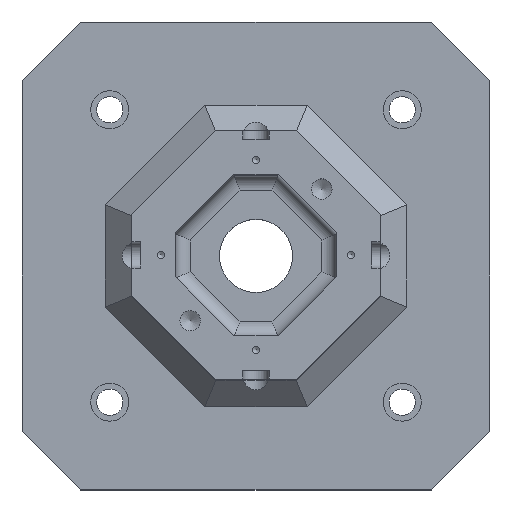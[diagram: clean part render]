
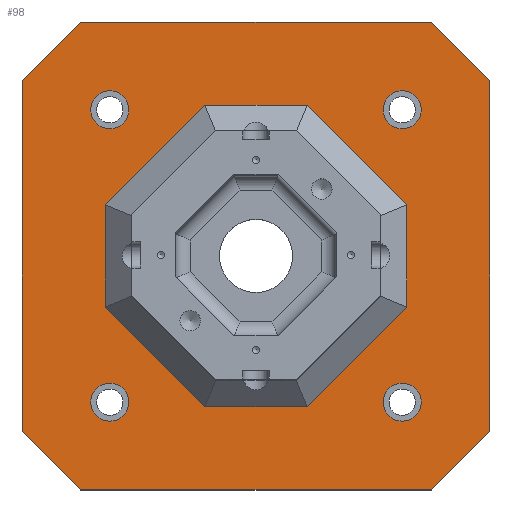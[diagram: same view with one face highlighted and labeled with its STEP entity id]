
A CAD part, top view. The second image highlights one B-rep face of the part: STEP entity #98.
In plain terms, the highlighted planar face has unit normal (0, 0, 1).
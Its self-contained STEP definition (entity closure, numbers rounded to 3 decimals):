
#98 = ADVANCED_FACE( '', ( #350, #351, #352, #353, #354, #355 ), #356, .T. );
#350 = FACE_BOUND( '', #956, .T. );
#351 = FACE_BOUND( '', #957, .T. );
#352 = FACE_BOUND( '', #958, .T. );
#353 = FACE_BOUND( '', #959, .T. );
#354 = FACE_BOUND( '', #960, .T. );
#355 = FACE_OUTER_BOUND( '', #961, .T. );
#356 = PLANE( '', #962 );
#956 = EDGE_LOOP( '', ( #1708 ) );
#957 = EDGE_LOOP( '', ( #1709 ) );
#958 = EDGE_LOOP( '', ( #1710 ) );
#959 = EDGE_LOOP( '', ( #1711 ) );
#960 = EDGE_LOOP( '', ( #1712, #1713, #1714, #1715, #1716, #1717, #1718, #1719 ) );
#961 = EDGE_LOOP( '', ( #1720, #1721, #1722, #1723, #1724, #1725, #1726, #1727 ) );
#962 = AXIS2_PLACEMENT_3D( '', #1728, #1729, #1730 );
#1708 = ORIENTED_EDGE( '', *, *, #3017, .T. );
#1709 = ORIENTED_EDGE( '', *, *, #3018, .T. );
#1710 = ORIENTED_EDGE( '', *, *, #3019, .T. );
#1711 = ORIENTED_EDGE( '', *, *, #3020, .T. );
#1712 = ORIENTED_EDGE( '', *, *, #3021, .T. );
#1713 = ORIENTED_EDGE( '', *, *, #3022, .T. );
#1714 = ORIENTED_EDGE( '', *, *, #3023, .T. );
#1715 = ORIENTED_EDGE( '', *, *, #3024, .T. );
#1716 = ORIENTED_EDGE( '', *, *, #3025, .T. );
#1717 = ORIENTED_EDGE( '', *, *, #3026, .T. );
#1718 = ORIENTED_EDGE( '', *, *, #3011, .T. );
#1719 = ORIENTED_EDGE( '', *, *, #3016, .T. );
#1720 = ORIENTED_EDGE( '', *, *, #3027, .T. );
#1721 = ORIENTED_EDGE( '', *, *, #3028, .T. );
#1722 = ORIENTED_EDGE( '', *, *, #3029, .T. );
#1723 = ORIENTED_EDGE( '', *, *, #2921, .T. );
#1724 = ORIENTED_EDGE( '', *, *, #3030, .T. );
#1725 = ORIENTED_EDGE( '', *, *, #3031, .T. );
#1726 = ORIENTED_EDGE( '', *, *, #3032, .T. );
#1727 = ORIENTED_EDGE( '', *, *, #3033, .T. );
#1728 = CARTESIAN_POINT( '', ( -160., -160., 40. ) );
#1729 = DIRECTION( '', ( 0., 0., 1. ) );
#1730 = DIRECTION( '', ( 1., 0., 0. ) );
#2921 = EDGE_CURVE( '', #3326, #3327, #3328, .F. );
#3011 = EDGE_CURVE( '', #3484, #3486, #3488, .T. );
#3016 = EDGE_CURVE( '', #3486, #3495, #3497, .T. );
#3017 = EDGE_CURVE( '', #3498, #3498, #3499, .T. );
#3018 = EDGE_CURVE( '', #3500, #3500, #3501, .T. );
#3019 = EDGE_CURVE( '', #3502, #3502, #3503, .T. );
#3020 = EDGE_CURVE( '', #3504, #3504, #3505, .T. );
#3021 = EDGE_CURVE( '', #3495, #3506, #3507, .T. );
#3022 = EDGE_CURVE( '', #3506, #3508, #3509, .T. );
#3023 = EDGE_CURVE( '', #3508, #3510, #3511, .T. );
#3024 = EDGE_CURVE( '', #3510, #3512, #3513, .T. );
#3025 = EDGE_CURVE( '', #3512, #3514, #3515, .T. );
#3026 = EDGE_CURVE( '', #3514, #3484, #3516, .T. );
#3027 = EDGE_CURVE( '', #3517, #3518, #3519, .T. );
#3028 = EDGE_CURVE( '', #3518, #3520, #3521, .F. );
#3029 = EDGE_CURVE( '', #3520, #3326, #3522, .T. );
#3030 = EDGE_CURVE( '', #3327, #3523, #3524, .T. );
#3031 = EDGE_CURVE( '', #3523, #3525, #3526, .F. );
#3032 = EDGE_CURVE( '', #3525, #3527, #3528, .T. );
#3033 = EDGE_CURVE( '', #3527, #3517, #3529, .F. );
#3326 = VERTEX_POINT( '', #4005 );
#3327 = VERTEX_POINT( '', #4006 );
#3328 = LINE( '', #4007, #4008 );
#3484 = VERTEX_POINT( '', #4222 );
#3486 = VERTEX_POINT( '', #4225 );
#3488 = LINE( '', #4228, #4229 );
#3495 = VERTEX_POINT( '', #4238 );
#3497 = LINE( '', #4241, #4242 );
#3498 = VERTEX_POINT( '', #4243 );
#3499 = CIRCLE( '', #4244, 13. );
#3500 = VERTEX_POINT( '', #4245 );
#3501 = CIRCLE( '', #4246, 13. );
#3502 = VERTEX_POINT( '', #4247 );
#3503 = CIRCLE( '', #4248, 13. );
#3504 = VERTEX_POINT( '', #4249 );
#3505 = CIRCLE( '', #4250, 13. );
#3506 = VERTEX_POINT( '', #4251 );
#3507 = LINE( '', #4252, #4253 );
#3508 = VERTEX_POINT( '', #4254 );
#3509 = LINE( '', #4255, #4256 );
#3510 = VERTEX_POINT( '', #4257 );
#3511 = LINE( '', #4258, #4259 );
#3512 = VERTEX_POINT( '', #4260 );
#3513 = LINE( '', #4261, #4262 );
#3514 = VERTEX_POINT( '', #4263 );
#3515 = LINE( '', #4264, #4265 );
#3516 = LINE( '', #4266, #4267 );
#3517 = VERTEX_POINT( '', #4268 );
#3518 = VERTEX_POINT( '', #4269 );
#3519 = LINE( '', #4270, #4271 );
#3520 = VERTEX_POINT( '', #4272 );
#3521 = LINE( '', #4273, #4274 );
#3522 = LINE( '', #4275, #4276 );
#3523 = VERTEX_POINT( '', #4277 );
#3524 = LINE( '', #4278, #4279 );
#3525 = VERTEX_POINT( '', #4280 );
#3526 = LINE( '', #4281, #4282 );
#3527 = VERTEX_POINT( '', #4283 );
#3528 = LINE( '', #4284, #4285 );
#3529 = LINE( '', #4286, #4287 );
#4005 = CARTESIAN_POINT( '', ( -120., 160., 40. ) );
#4006 = CARTESIAN_POINT( '', ( -160., 120., 40. ) );
#4007 = CARTESIAN_POINT( '', ( -300., -20., 40. ) );
#4008 = VECTOR( '', #4864, 1000. );
#4222 = CARTESIAN_POINT( '', ( 103., -34.956, 40. ) );
#4225 = CARTESIAN_POINT( '', ( 34.956, -103., 40. ) );
#4228 = CARTESIAN_POINT( '', ( 40.228, -97.728, 40. ) );
#4229 = VECTOR( '', #5009, 1000. );
#4238 = CARTESIAN_POINT( '', ( -34.956, -103., 40. ) );
#4241 = CARTESIAN_POINT( '', ( -27.5, -103., 40. ) );
#4242 = VECTOR( '', #5016, 1000. );
#4243 = CARTESIAN_POINT( '', ( -100., 87., 40. ) );
#4244 = AXIS2_PLACEMENT_3D( '', #5017, #5018, #5019 );
#4245 = CARTESIAN_POINT( '', ( -100., -113., 40. ) );
#4246 = AXIS2_PLACEMENT_3D( '', #5020, #5021, #5022 );
#4247 = CARTESIAN_POINT( '', ( 100., -113., 40. ) );
#4248 = AXIS2_PLACEMENT_3D( '', #5023, #5024, #5025 );
#4249 = CARTESIAN_POINT( '', ( 100., 87., 40. ) );
#4250 = AXIS2_PLACEMENT_3D( '', #5026, #5027, #5028 );
#4251 = CARTESIAN_POINT( '', ( -103., -34.956, 40. ) );
#4252 = CARTESIAN_POINT( '', ( -97.728, -40.228, 40. ) );
#4253 = VECTOR( '', #5029, 1000. );
#4254 = CARTESIAN_POINT( '', ( -103., 34.956, 40. ) );
#4255 = CARTESIAN_POINT( '', ( -103., 27.5, 40. ) );
#4256 = VECTOR( '', #5030, 1000. );
#4257 = CARTESIAN_POINT( '', ( -34.956, 103., 40. ) );
#4258 = CARTESIAN_POINT( '', ( -40.228, 97.728, 40. ) );
#4259 = VECTOR( '', #5031, 1000. );
#4260 = CARTESIAN_POINT( '', ( 34.956, 103., 40. ) );
#4261 = CARTESIAN_POINT( '', ( 27.5, 103., 40. ) );
#4262 = VECTOR( '', #5032, 1000. );
#4263 = CARTESIAN_POINT( '', ( 103., 34.956, 40. ) );
#4264 = CARTESIAN_POINT( '', ( 97.728, 40.228, 40. ) );
#4265 = VECTOR( '', #5033, 1000. );
#4266 = CARTESIAN_POINT( '', ( 103., -27.5, 40. ) );
#4267 = VECTOR( '', #5034, 1000. );
#4268 = CARTESIAN_POINT( '', ( 160., -120., 40. ) );
#4269 = CARTESIAN_POINT( '', ( 160., 120., 40. ) );
#4270 = CARTESIAN_POINT( '', ( 160., -160., 40. ) );
#4271 = VECTOR( '', #5035, 1000. );
#4272 = CARTESIAN_POINT( '', ( 120., 160., 40. ) );
#4273 = CARTESIAN_POINT( '', ( 140., 140., 40. ) );
#4274 = VECTOR( '', #5036, 1000. );
#4275 = CARTESIAN_POINT( '', ( 160., 160., 40. ) );
#4276 = VECTOR( '', #5037, 1000. );
#4277 = CARTESIAN_POINT( '', ( -160., -120., 40. ) );
#4278 = CARTESIAN_POINT( '', ( -160., 160., 40. ) );
#4279 = VECTOR( '', #5038, 1000. );
#4280 = CARTESIAN_POINT( '', ( -120., -160., 40. ) );
#4281 = CARTESIAN_POINT( '', ( -140., -140., 40. ) );
#4282 = VECTOR( '', #5039, 1000. );
#4283 = CARTESIAN_POINT( '', ( 120., -160., 40. ) );
#4284 = CARTESIAN_POINT( '', ( -160., -160., 40. ) );
#4285 = VECTOR( '', #5040, 1000. );
#4286 = CARTESIAN_POINT( '', ( -20., -300., 40. ) );
#4287 = VECTOR( '', #5041, 1000. );
#4864 = DIRECTION( '', ( 0.707, 0.707, 0. ) );
#5009 = DIRECTION( '', ( -0.707, -0.707, 0. ) );
#5016 = DIRECTION( '', ( -1., 0., 0. ) );
#5017 = CARTESIAN_POINT( '', ( -100., 100., 40. ) );
#5018 = DIRECTION( '', ( 0., 0., -1. ) );
#5019 = DIRECTION( '', ( 0., -1., 0. ) );
#5020 = CARTESIAN_POINT( '', ( -100., -100., 40. ) );
#5021 = DIRECTION( '', ( 0., 0., -1. ) );
#5022 = DIRECTION( '', ( 0., -1., 0. ) );
#5023 = CARTESIAN_POINT( '', ( 100., -100., 40. ) );
#5024 = DIRECTION( '', ( 0., 0., -1. ) );
#5025 = DIRECTION( '', ( 0., -1., 0. ) );
#5026 = CARTESIAN_POINT( '', ( 100., 100., 40. ) );
#5027 = DIRECTION( '', ( 0., 0., -1. ) );
#5028 = DIRECTION( '', ( 0., -1., 0. ) );
#5029 = DIRECTION( '', ( -0.707, 0.707, 0. ) );
#5030 = DIRECTION( '', ( 0., 1., 0. ) );
#5031 = DIRECTION( '', ( 0.707, 0.707, 0. ) );
#5032 = DIRECTION( '', ( 1., 0., 0. ) );
#5033 = DIRECTION( '', ( 0.707, -0.707, 0. ) );
#5034 = DIRECTION( '', ( 0., -1., 0. ) );
#5035 = DIRECTION( '', ( 0., 1., 0. ) );
#5036 = DIRECTION( '', ( 0.707, -0.707, 0. ) );
#5037 = DIRECTION( '', ( -1., 0., 0. ) );
#5038 = DIRECTION( '', ( 0., -1., 0. ) );
#5039 = DIRECTION( '', ( -0.707, 0.707, 0. ) );
#5040 = DIRECTION( '', ( 1., 0., 0. ) );
#5041 = DIRECTION( '', ( -0.707, -0.707, 0. ) );
